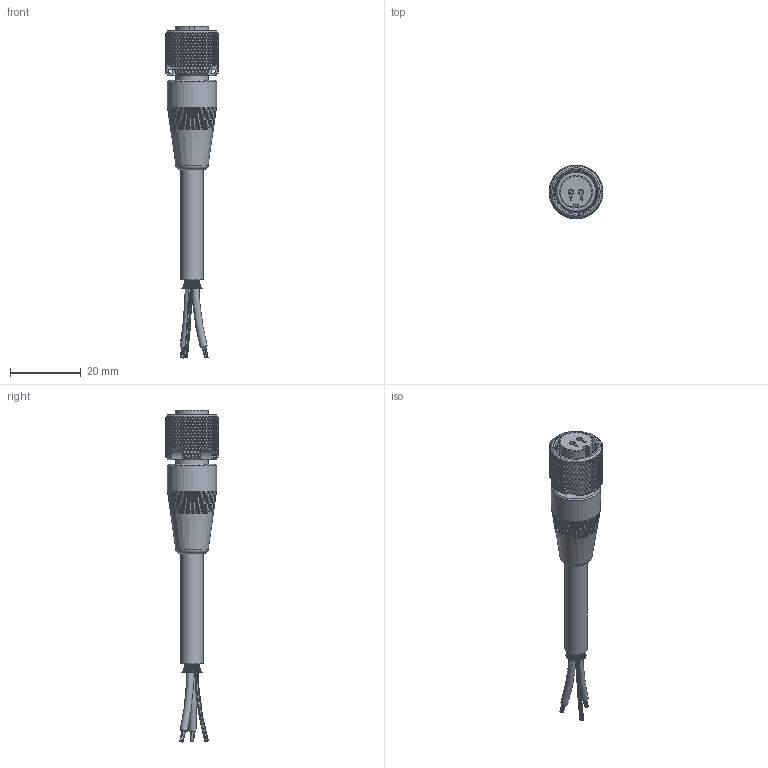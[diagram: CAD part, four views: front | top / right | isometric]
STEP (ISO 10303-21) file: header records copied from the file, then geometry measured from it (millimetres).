
FILE_DESCRIPTION(/* description */ (''),/* implementation_level */ '2;1');
FILE_NAME(/* name */ 'JQ2R.stp',/* time_stamp */ '2024-06-04T11:31:26-04:00',/* author */ ('cthayer'),/* organization */ (''),/* preprocessor_version */ 'ST-DEVELOPER v19',/* originating_system */ 'Autodesk Inventor 2023',/* authorisation */ '');
FILE_SCHEMA (('AUTOMOTIVE_DESIGN { 1 0 10303 214 3 1 1 }','AP242_MANAGED_MODEL_BASED_3D_ENGINEERING_MIM_LF { 1 0 10303 442 3 1 4 }'));
Length unit declared in the file: inch
Products named in the file (8): JQ2A; CBP10666; CBP10163; CBP10557; MSP10137; CBP10283; CBP10663; REF10068, BASE
Assembly tree (8 placements, depth 2):
  JQ2A
    CBP10666
    CBP10163
    CBP10557  x2
    MSP10137
    CBP10283
    CBP10663
    REF10068, BASE
Bounding box: 15.24 x 15.24 x 94.13 mm (x, y, z)
Volume: 6757.6 mm3; surface area: 7260.5 mm2
Topology: 65 solids, 65 shells, 2925 faces, 8802 edges, 5745 vertices
Faces by surface type: bspline 1744, cylinder 776, plane 248, torus 117, cone 40
Full cylindrical faces by diameter (mm): 0.199 x1, 0.203 x13, 0.74 x4, 1.25 x4, 1.27 x2, 1.803 x2, 1.854 x2, 1.981 x4, 2.591 x2, 4.026 x1, 6.35 x1, 8.128 x2, 9.144 x1, 9.423 x1, 9.677 x1, 10.795 x1, 11.974 x1, 12.119 x1, 12.265 x1, 12.41 x1, 12.555 x1, 12.7 x2, 12.845 x1, 12.99 x1, 13.135 x1, 13.281 x1, 13.426 x1, 13.571 x1, 13.97 x1
Entity records: 154386 total; most frequent: CARTESIAN_POINT 91061, ORIENTED_EDGE 17512, EDGE_CURVE 8756, B_SPLINE_CURVE_WITH_KNOTS 7177, VERTEX_POINT 5717, DIRECTION 5069, EDGE_LOOP 2996, STYLED_ITEM 2972
